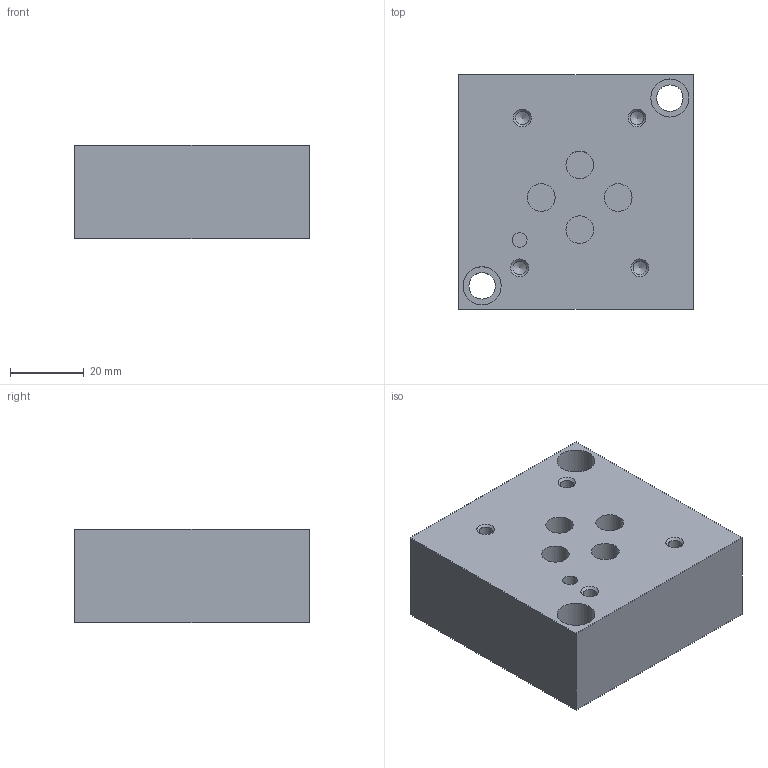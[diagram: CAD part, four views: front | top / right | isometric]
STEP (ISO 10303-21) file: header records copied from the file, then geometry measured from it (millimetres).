
FILE_DESCRIPTION( ( 'STEP AP214' ), ' ' );
FILE_NAME( 'AD03SPB6S.stp', '2018-06-07T00:42:28', ( '' ), ( '' ), ' ', 'PARTsolutions', ' ' );
FILE_SCHEMA( ( 'AUTOMOTIVE_DESIGN { 1 0 10303 214 1 1 1 1 }' ) );
Length unit declared in the file: inch
Products named in the file (1): _AD03SPB6S
Bounding box: 63.5 x 63.5 x 25.4 mm (x, y, z)
Volume: 86666.9 mm3; surface area: 20071.9 mm2
Topology: 1 solids, 1 shells, 218 faces, 545 edges, 358 vertices
Faces by surface type: plane 137, cylinder 65, cone 16
Full cylindrical faces by diameter (mm): 3.68 x4, 4.013 x1, 7.137 x2, 7.493 x4, 10.312 x2, 13.142 x4
Entity records: 8066 total; most frequent: DIRECTION 1088, CARTESIAN_POINT 1085, ORIENTED_EDGE 1016, EDGE_CURVE 508, LINE 366, VECTOR 366, AXIS2_PLACEMENT_3D 361, VERTEX_POINT 358
